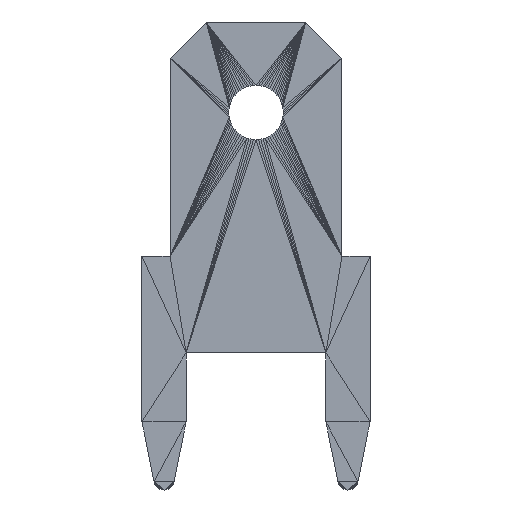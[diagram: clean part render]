
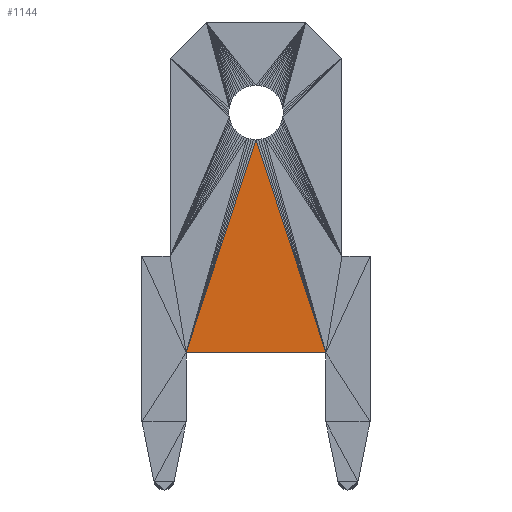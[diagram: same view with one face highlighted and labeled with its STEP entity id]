
A CAD part, front view. The second image highlights one B-rep face of the part: STEP entity #1144.
In plain terms, the highlighted planar face has unit normal (0, -1, 0).
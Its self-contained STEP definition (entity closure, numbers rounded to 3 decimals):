
#277 = VERTEX_POINT('',#278);
#278 = CARTESIAN_POINT('',(1.93,-2.4,0.06));
#803 = EDGE_CURVE('',#277,#804,#806,.T.);
#804 = VERTEX_POINT('',#805);
#805 = CARTESIAN_POINT('',(-1.93,-2.4,0.06));
#806 = LINE('',#807,#808);
#807 = CARTESIAN_POINT('',(1.93,-2.4,0.06));
#808 = VECTOR('',#809,1.);
#809 = DIRECTION('',(-1.,0.,0.));
#1144 = ADVANCED_FACE('',(#1145),#1162,.T.);
#1145 = FACE_BOUND('',#1146,.T.);
#1146 = EDGE_LOOP('',(#1147,#1148,#1156));
#1147 = ORIENTED_EDGE('',*,*,#803,.F.);
#1148 = ORIENTED_EDGE('',*,*,#1149,.F.);
#1149 = EDGE_CURVE('',#1150,#277,#1152,.T.);
#1150 = VERTEX_POINT('',#1151);
#1151 = CARTESIAN_POINT('',(0.,-2.4,5.95));
#1152 = LINE('',#1153,#1154);
#1153 = CARTESIAN_POINT('',(0.,-2.4,5.95));
#1154 = VECTOR('',#1155,1.);
#1155 = DIRECTION('',(0.311,0.,-0.95));
#1156 = ORIENTED_EDGE('',*,*,#1157,.T.);
#1157 = EDGE_CURVE('',#1150,#804,#1158,.T.);
#1158 = LINE('',#1159,#1160);
#1159 = CARTESIAN_POINT('',(0.,-2.4,5.95));
#1160 = VECTOR('',#1161,1.);
#1161 = DIRECTION('',(-0.311,0.,-0.95));
#1162 = PLANE('',#1163);
#1163 = AXIS2_PLACEMENT_3D('',#1164,#1165,#1166);
#1164 = CARTESIAN_POINT('',(0.,-2.4,2.306));
#1165 = DIRECTION('',(0.,-1.,0.));
#1166 = DIRECTION('',(0.,0.,-1.));
